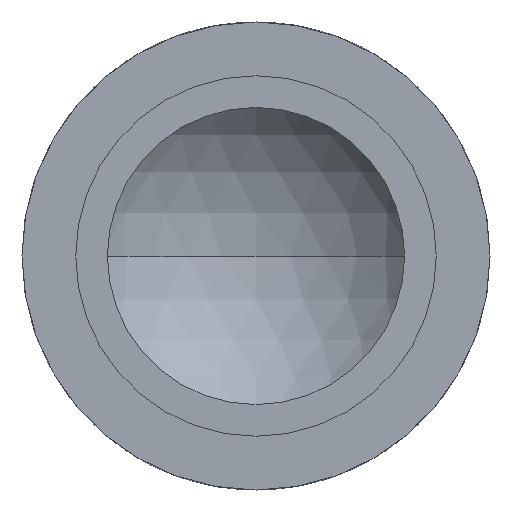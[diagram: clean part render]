
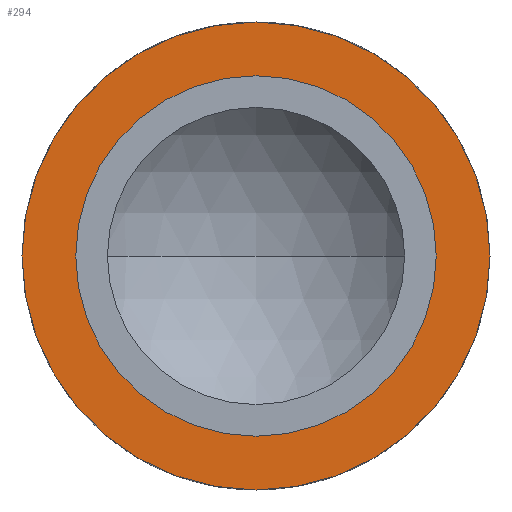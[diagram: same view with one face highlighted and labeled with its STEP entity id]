
A CAD part, front view. The second image highlights one B-rep face of the part: STEP entity #294.
In plain terms, the highlighted planar face has unit normal (0, -1, 0).
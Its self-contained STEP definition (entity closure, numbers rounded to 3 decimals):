
#5 = PLANE ( 'NONE',  #240 ) ;
#10 = AXIS2_PLACEMENT_3D ( 'NONE', #711, #718, #51 ) ;
#51 = DIRECTION ( 'NONE',  ( 0., 0., -1. ) ) ;
#55 = EDGE_CURVE ( 'NONE', #345, #521, #775, .T. ) ;
#76 = DIRECTION ( 'NONE',  ( 0., -1., 0. ) ) ;
#152 = DIRECTION ( 'NONE',  ( 0., 0., -1. ) ) ;
#180 = DIRECTION ( 'NONE',  ( 0., -1., 0. ) ) ;
#188 = ORIENTED_EDGE ( 'NONE', *, *, #55, .T. ) ;
#197 = EDGE_CURVE ( 'NONE', #521, #345, #802, .T. ) ;
#200 = CIRCLE ( 'NONE', #10, 28.5 ) ;
#240 = AXIS2_PLACEMENT_3D ( 'NONE', #308, #591, #382 ) ;
#241 = DIRECTION ( 'NONE',  ( 0., -1., 0. ) ) ;
#294 = ADVANCED_FACE ( 'NONE', ( #441, #709 ), #5, .F. ) ;
#305 = ORIENTED_EDGE ( 'NONE', *, *, #772, .F. ) ;
#308 = CARTESIAN_POINT ( 'NONE',  ( 37., 0., 0. ) ) ;
#318 = VERTEX_POINT ( 'NONE', #644 ) ;
#341 = CARTESIAN_POINT ( 'NONE',  ( 0., 0., 0. ) ) ;
#345 = VERTEX_POINT ( 'NONE', #547 ) ;
#363 = CARTESIAN_POINT ( 'NONE',  ( 0., 0., 0. ) ) ;
#382 = DIRECTION ( 'NONE',  ( 0., 0., 1. ) ) ;
#441 = FACE_BOUND ( 'NONE', #467, .T. ) ;
#445 = AXIS2_PLACEMENT_3D ( 'NONE', #341, #76, #152 ) ;
#453 = DIRECTION ( 'NONE',  ( 0., 0., -1. ) ) ;
#454 = ORIENTED_EDGE ( 'NONE', *, *, #728, .F. ) ;
#467 = EDGE_LOOP ( 'NONE', ( #305, #454 ) ) ;
#471 = CARTESIAN_POINT ( 'NONE',  ( 0., 0., 28.5 ) ) ;
#485 = VERTEX_POINT ( 'NONE', #471 ) ;
#521 = VERTEX_POINT ( 'NONE', #549 ) ;
#547 = CARTESIAN_POINT ( 'NONE',  ( 0., 0., -37. ) ) ;
#549 = CARTESIAN_POINT ( 'NONE',  ( 0., 0., 37. ) ) ;
#552 = DIRECTION ( 'NONE',  ( 0., 0., -1. ) ) ;
#591 = DIRECTION ( 'NONE',  ( 0., 1., 0. ) ) ;
#598 = CIRCLE ( 'NONE', #828, 28.5 ) ;
#644 = CARTESIAN_POINT ( 'NONE',  ( 0., 0., -28.5 ) ) ;
#708 = AXIS2_PLACEMENT_3D ( 'NONE', #363, #241, #552 ) ;
#709 = FACE_OUTER_BOUND ( 'NONE', #773, .T. ) ;
#711 = CARTESIAN_POINT ( 'NONE',  ( 0., 0., 0. ) ) ;
#713 = ORIENTED_EDGE ( 'NONE', *, *, #197, .T. ) ;
#718 = DIRECTION ( 'NONE',  ( 0., -1., 0. ) ) ;
#728 = EDGE_CURVE ( 'NONE', #485, #318, #200, .T. ) ;
#772 = EDGE_CURVE ( 'NONE', #318, #485, #598, .T. ) ;
#773 = EDGE_LOOP ( 'NONE', ( #188, #713 ) ) ;
#775 = CIRCLE ( 'NONE', #445, 37. ) ;
#779 = CARTESIAN_POINT ( 'NONE',  ( 0., 0., 0. ) ) ;
#802 = CIRCLE ( 'NONE', #708, 37. ) ;
#828 = AXIS2_PLACEMENT_3D ( 'NONE', #779, #180, #453 ) ;
